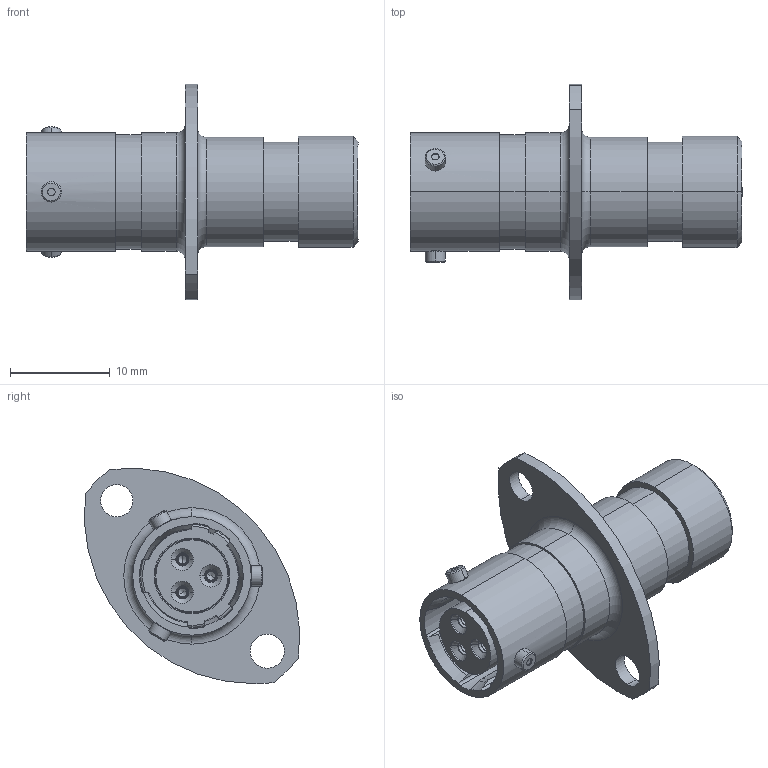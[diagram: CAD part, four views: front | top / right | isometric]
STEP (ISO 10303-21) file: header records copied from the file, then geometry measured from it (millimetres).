
FILE_DESCRIPTION (( 'STEP AP214' ), '1' );
FILE_NAME ('AS008-98SN.STEP', '2016-10-12T12:42:20', ( '' ), ( '' ), 'SwSTEP 2.0', 'SolidWorks 2014', '' );
FILE_SCHEMA (( 'AUTOMOTIVE_DESIGN' ));
Length unit declared in the file: millimetre
Products named in the file (1): AS008-98SN
Bounding box: 33.31 x 21.59 x 21.61 mm (x, y, z)
Volume: 2756.8 mm3; surface area: 4282.2 mm2
Topology: 5 solids, 8 shells, 646 faces, 1395 edges, 806 vertices
Faces by surface type: cylinder 222, torus 185, cone 128, plane 105, sphere 6
Entity records: 24830 total; most frequent: DIRECTION 3507, CARTESIAN_POINT 3299, ORIENTED_EDGE 2766, AXIS2_PLACEMENT_3D 1550, EDGE_CURVE 1383, CIRCLE 903, VERTEX_POINT 806, EDGE_LOOP 711
